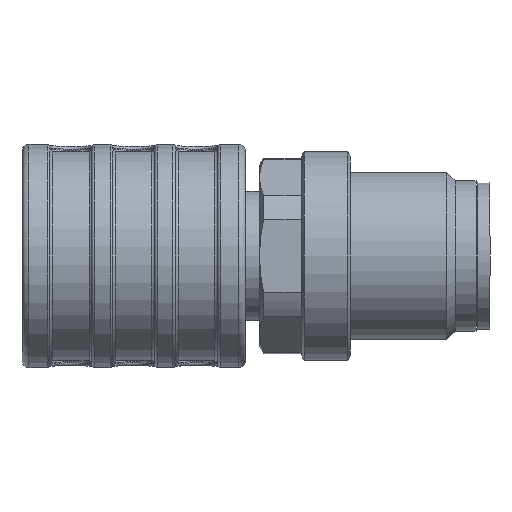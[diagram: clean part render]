
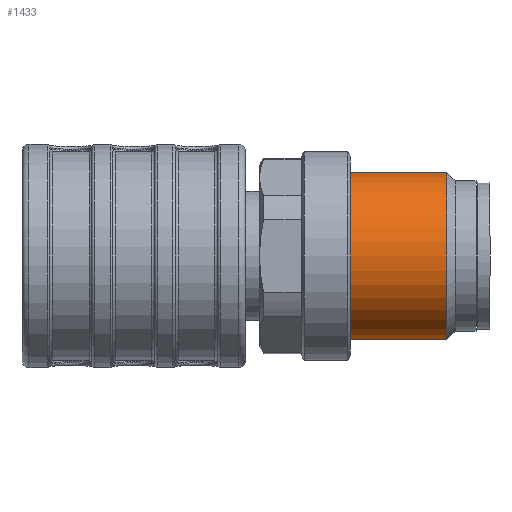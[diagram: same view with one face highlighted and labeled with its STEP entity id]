
A CAD part, front view. The second image highlights one B-rep face of the part: STEP entity #1433.
In plain terms, the highlighted cylindrical face has radius 6 mm (diameter 12 mm), a full revolution.
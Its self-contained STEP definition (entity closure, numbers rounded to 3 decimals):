
#1433=ADVANCED_FACE('',(#1695,#1696),#1624,.T.);
#1624=CYLINDRICAL_SURFACE('',#4988,6.);
#1695=FACE_BOUND('',#1905,.T.);
#1696=FACE_BOUND('',#1906,.T.);
#1905=EDGE_LOOP('',(#2763));
#1906=EDGE_LOOP('',(#2764));
#2763=ORIENTED_EDGE('',*,*,#4140,.T.);
#2764=ORIENTED_EDGE('',*,*,#4141,.F.);
#3586=VERTEX_POINT('',#7747);
#3587=VERTEX_POINT('',#7756);
#4140=EDGE_CURVE('',#3586,#3586,#4589,.T.);
#4141=EDGE_CURVE('',#3587,#3587,#4590,.T.);
#4589=CIRCLE('',#4979,6.);
#4590=CIRCLE('',#4987,6.);
#4979=AXIS2_PLACEMENT_3D('',#7746,#5946,#5947);
#4987=AXIS2_PLACEMENT_3D('',#7755,#5962,#5963);
#4988=AXIS2_PLACEMENT_3D('',#7757,#5964,#5965);
#5946=DIRECTION('',(1.,0.,0.));
#5947=DIRECTION('',(0.,-1.,0.));
#5962=DIRECTION('',(1.,0.,0.));
#5963=DIRECTION('',(0.,-1.,0.));
#5964=DIRECTION('',(-1.,0.,0.));
#5965=DIRECTION('',(0.,-1.,0.));
#7746=CARTESIAN_POINT('',(59.096,-48.704,14.404));
#7747=CARTESIAN_POINT('',(59.096,-54.704,14.404));
#7755=CARTESIAN_POINT('',(65.996,-48.704,14.404));
#7756=CARTESIAN_POINT('',(65.996,-54.704,14.404));
#7757=CARTESIAN_POINT('',(52.996,-48.704,14.404));
